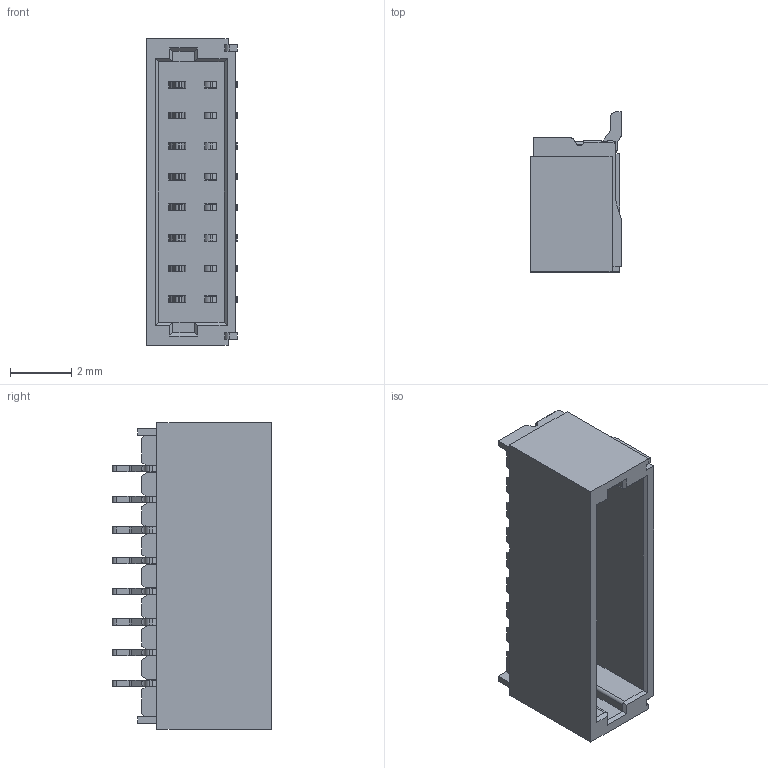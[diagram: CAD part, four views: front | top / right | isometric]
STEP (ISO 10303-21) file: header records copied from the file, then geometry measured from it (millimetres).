
FILE_DESCRIPTION(('CoCreate Modeling STEP Export'),'2;1');
FILE_NAME('1.0-8pin 卧贴.stp','2022-07-28T 8:39:56',(''),(''),'CoCreate Modeling STEP processor for AP214 (Solid Model)','CoCreate Modeling 16.00 13-May-2008 (C) Parametric Technology GmbH','');
FILE_SCHEMA(('AUTOMOTIVE_DESIGN { 1 0 10303 214 1 1 1 1 }'));
Length unit declared in the file: millimetre
Products named in the file (2): 8pin
Assembly tree (1 placements, depth 2):
  8pin
    8pin
Bounding box: 2.95 x 5.21 x 10 mm (x, y, z)
Volume: 65.1 mm3; surface area: 364.8 mm2
Topology: 1 solids, 1 shells, 729 faces, 2368 edges, 1544 vertices
Faces by surface type: plane 463, cylinder 266
Entity records: 25415 total; most frequent: ORIENTED_EDGE 4736, CARTESIAN_POINT 4463, DIRECTION 4182, EDGE_CURVE 2368, VECTOR 1656, LINE 1656, VERTEX_POINT 1544, AXIS2_PLACEMENT_3D 1263
